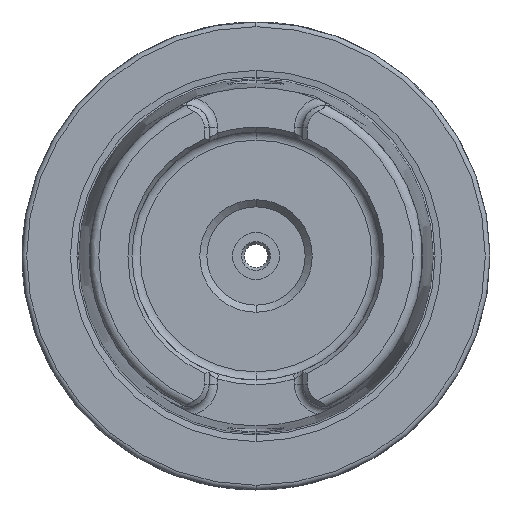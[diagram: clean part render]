
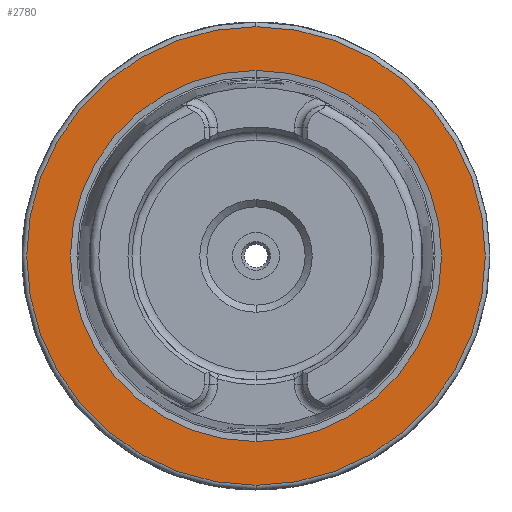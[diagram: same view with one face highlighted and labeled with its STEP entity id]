
A CAD part, left-side view. The second image highlights one B-rep face of the part: STEP entity #2780.
In plain terms, the highlighted planar face has unit normal (-1, 0, 0).
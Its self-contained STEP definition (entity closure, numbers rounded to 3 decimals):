
#27 = EDGE_LOOP ( 'NONE', ( #6703, #1463 ) ) ;
#172 = AXIS2_PLACEMENT_3D ( 'NONE', #4999, #1116, #5650 ) ;
#180 = AXIS2_PLACEMENT_3D ( 'NONE', #3135, #558, #5086 ) ;
#226 = ORIENTED_EDGE ( 'NONE', *, *, #812, .F. ) ;
#463 = VERTEX_POINT ( 'NONE', #6948 ) ;
#558 = DIRECTION ( 'NONE',  ( -1., 0., 0. ) ) ;
#794 = DIRECTION ( 'NONE',  ( 1., 0., 0. ) ) ;
#812 = EDGE_CURVE ( 'NONE', #3417, #8227, #2056, .T. ) ;
#889 = AXIS2_PLACEMENT_3D ( 'NONE', #1363, #5897, #2025 ) ;
#910 = ORIENTED_EDGE ( 'NONE', *, *, #6048, .F. ) ;
#1087 = CIRCLE ( 'NONE', #6075, 39.647 ) ;
#1116 = DIRECTION ( 'NONE',  ( 1., 0., 0. ) ) ;
#1363 = CARTESIAN_POINT ( 'NONE',  ( 0.05, 0., 0. ) ) ;
#1463 = ORIENTED_EDGE ( 'NONE', *, *, #7009, .T. ) ;
#1659 = EDGE_LOOP ( 'NONE', ( #226, #910 ) ) ;
#2025 = DIRECTION ( 'NONE',  ( 0., 0., -1. ) ) ;
#2056 = CIRCLE ( 'NONE', #3601, 49. ) ;
#2158 = FACE_BOUND ( 'NONE', #27, .T. ) ;
#2389 = FACE_OUTER_BOUND ( 'NONE', #1659, .T. ) ;
#2485 = PLANE ( 'NONE',  #180 ) ;
#2780 = ADVANCED_FACE ( 'NONE', ( #2158, #2389 ), #2485, .T. ) ;
#3027 = CARTESIAN_POINT ( 'NONE',  ( 0.05, 0., -39.647 ) ) ;
#3135 = CARTESIAN_POINT ( 'NONE',  ( 0.05, 39.647, 0. ) ) ;
#3367 = EDGE_CURVE ( 'NONE', #463, #7647, #1087, .T. ) ;
#3417 = VERTEX_POINT ( 'NONE', #4085 ) ;
#3601 = AXIS2_PLACEMENT_3D ( 'NONE', #7559, #3736, #8214 ) ;
#3736 = DIRECTION ( 'NONE',  ( 1., 0., 0. ) ) ;
#4085 = CARTESIAN_POINT ( 'NONE',  ( 0.05, 0., -49. ) ) ;
#4687 = CARTESIAN_POINT ( 'NONE',  ( 0.05, 0., 0. ) ) ;
#4766 = CIRCLE ( 'NONE', #172, 49. ) ;
#4824 = CARTESIAN_POINT ( 'NONE',  ( 0.05, 0., 49. ) ) ;
#4999 = CARTESIAN_POINT ( 'NONE',  ( 0.05, 0., 0. ) ) ;
#5086 = DIRECTION ( 'NONE',  ( 0., 0., 1. ) ) ;
#5334 = DIRECTION ( 'NONE',  ( 0., 0., -1. ) ) ;
#5650 = DIRECTION ( 'NONE',  ( 0., 0., -1. ) ) ;
#5897 = DIRECTION ( 'NONE',  ( 1., 0., 0. ) ) ;
#6048 = EDGE_CURVE ( 'NONE', #8227, #3417, #4766, .T. ) ;
#6075 = AXIS2_PLACEMENT_3D ( 'NONE', #4687, #794, #5334 ) ;
#6477 = CIRCLE ( 'NONE', #889, 39.647 ) ;
#6703 = ORIENTED_EDGE ( 'NONE', *, *, #3367, .T. ) ;
#6948 = CARTESIAN_POINT ( 'NONE',  ( 0.05, 0., 39.647 ) ) ;
#7009 = EDGE_CURVE ( 'NONE', #7647, #463, #6477, .T. ) ;
#7559 = CARTESIAN_POINT ( 'NONE',  ( 0.05, 0., 0. ) ) ;
#7647 = VERTEX_POINT ( 'NONE', #3027 ) ;
#8214 = DIRECTION ( 'NONE',  ( 0., 0., -1. ) ) ;
#8227 = VERTEX_POINT ( 'NONE', #4824 ) ;
